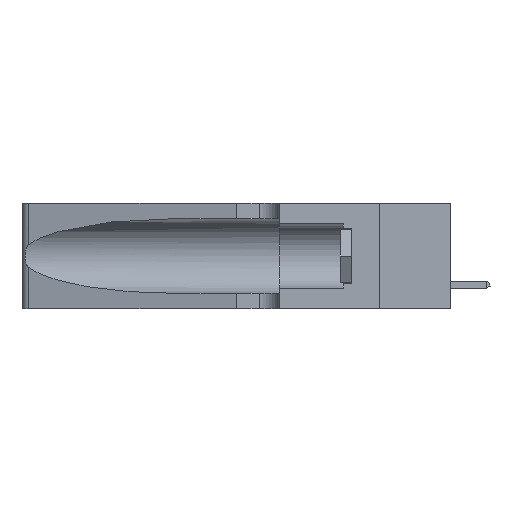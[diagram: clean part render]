
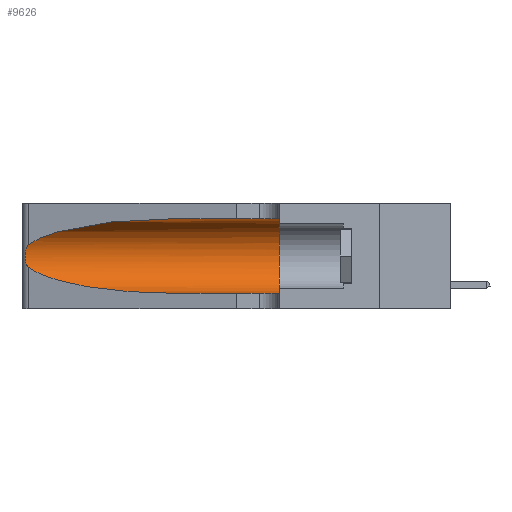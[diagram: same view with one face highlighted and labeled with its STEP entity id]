
A CAD part, left-side view. The second image highlights one B-rep face of the part: STEP entity #9626.
In plain terms, the highlighted cylindrical face has radius 3.308 mm (diameter 6.617 mm), a partial arc.
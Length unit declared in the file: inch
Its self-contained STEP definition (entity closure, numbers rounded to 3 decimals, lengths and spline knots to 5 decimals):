
#8 = CARTESIAN_POINT ( 'NONE',  ( 0.25487, 1.22718, 0.22369 ) ) ;
#477 = LINE ( 'NONE', #21793, #21627 ) ;
#594 = CARTESIAN_POINT ( 'NONE',  ( 0.1305, 0.35, 0.05475 ) ) ;
#735 = CARTESIAN_POINT ( 'NONE',  ( 0.25854, 1.2359, 0.20912 ) ) ;
#753 = AXIS2_PLACEMENT_3D ( 'NONE', #30497, #28184, #23437 ) ;
#2036 = CARTESIAN_POINT ( 'NONE',  ( 0.2373, 1.15595, 0.28018 ) ) ;
#2074 = CARTESIAN_POINT ( 'NONE',  ( 0.1305, 0.72297, 0.05475 ) ) ;
#2372 = VERTEX_POINT ( 'NONE', #2828 ) ;
#2503 = DIRECTION ( 'NONE',  ( 0., 0., -1. ) ) ;
#2828 = CARTESIAN_POINT ( 'NONE',  ( 0.1305, 0.35, 0.31525 ) ) ;
#3634 = DIRECTION ( 'NONE',  ( 0., -1., 0. ) ) ;
#5386 = CARTESIAN_POINT ( 'NONE',  ( 0.25787, 1.23484, 0.2124 ) ) ;
#5711 = ORIENTED_EDGE ( 'NONE', *, *, #30350, .T. ) ;
#5911 = VERTEX_POINT ( 'NONE', #25782 ) ;
#6533 = CARTESIAN_POINT ( 'NONE',  ( 0.25856, 1.23593, 0.16098 ) ) ;
#7203 =( BOUNDED_CURVE ( )  B_SPLINE_CURVE ( 3, ( #22856, #23045, #11545, #2074 ),
 .UNSPECIFIED., .F., .F. ) 
 B_SPLINE_CURVE_WITH_KNOTS ( ( 4, 4 ),
 ( 3.44316, 4.71239 ),
 .UNSPECIFIED. ) 
 CURVE ( )  GEOMETRIC_REPRESENTATION_ITEM ( )  RATIONAL_B_SPLINE_CURVE ( ( 1., 0.87, 0.87, 1. ) ) 
 REPRESENTATION_ITEM ( '' )  );
#8169 = B_SPLINE_CURVE_WITH_KNOTS ( 'NONE', 3,
 ( #8, #28888, #14753, #5386, #735, #22111, #22207, #8690, #23025, #6533, #27344, #12678, #12791, #10548 ),
 .UNSPECIFIED., .F., .F.,
 ( 4, 2, 2, 2, 2, 2, 4 ),
 ( 0., 0.00027, 0.00053, 0.00107, 0.0016, 0.00187, 0.00214 ),
 .UNSPECIFIED. ) ;
#8213 = VERTEX_POINT ( 'NONE', #594 ) ;
#8690 = CARTESIAN_POINT ( 'NONE',  ( 0.26075, 1.23896, 0.178 ) ) ;
#9130 = ORIENTED_EDGE ( 'NONE', *, *, #22666, .F. ) ;
#9626 = ADVANCED_FACE ( 'NONE', ( #21045 ), #21764, .F. ) ;
#10548 = CARTESIAN_POINT ( 'NONE',  ( 0.25487, 1.22718, 0.14631 ) ) ;
#11103 = VERTEX_POINT ( 'NONE', #13266 ) ;
#11281 = CARTESIAN_POINT ( 'NONE',  ( 0.25487, 1.22718, 0.22369 ) ) ;
#11384 = CARTESIAN_POINT ( 'NONE',  ( 0.18966, 0.96281, 0.31525 ) ) ;
#11545 = CARTESIAN_POINT ( 'NONE',  ( 0.18966, 0.96281, 0.05475 ) ) ;
#11783 = DIRECTION ( 'NONE',  ( 0., -1., 0. ) ) ;
#12678 = CARTESIAN_POINT ( 'NONE',  ( 0.25639, 1.23186, 0.15144 ) ) ;
#12791 = CARTESIAN_POINT ( 'NONE',  ( 0.25555, 1.22993, 0.14849 ) ) ;
#12885 = CARTESIAN_POINT ( 'NONE',  ( 0.1305, 1.61858, 0.05475 ) ) ;
#13266 = CARTESIAN_POINT ( 'NONE',  ( 0.1305, 0.72297, 0.31525 ) ) ;
#13765 = ORIENTED_EDGE ( 'NONE', *, *, #17822, .T. ) ;
#14691 = VERTEX_POINT ( 'NONE', #24311 ) ;
#14753 = CARTESIAN_POINT ( 'NONE',  ( 0.25639, 1.23184, 0.21858 ) ) ;
#14960 = VERTEX_POINT ( 'NONE', #24174 ) ;
#16229 = VECTOR ( 'NONE', #26898, 39.37008 ) ;
#16230 = EDGE_CURVE ( 'NONE', #2372, #8213, #23922, .T. ) ;
#17822 = EDGE_CURVE ( 'NONE', #14691, #5911, #7203, .T. ) ;
#18488 = CARTESIAN_POINT ( 'NONE',  ( 0.1305, 0.72297, 0.31525 ) ) ;
#18942 = EDGE_LOOP ( 'NONE', ( #5711, #29470, #13765, #27176, #25598, #9130 ) ) ;
#21045 = FACE_OUTER_BOUND ( 'NONE', #18942, .T. ) ;
#21627 = VECTOR ( 'NONE', #3634, 39.37008 ) ;
#21764 = CYLINDRICAL_SURFACE ( 'NONE', #24021, 0.13025 ) ;
#21793 = CARTESIAN_POINT ( 'NONE',  ( 0.1305, 1.61858, 0.31525 ) ) ;
#22111 = CARTESIAN_POINT ( 'NONE',  ( 0.26018, 1.23835, 0.19895 ) ) ;
#22207 = CARTESIAN_POINT ( 'NONE',  ( 0.26075, 1.23896, 0.19203 ) ) ;
#22666 = EDGE_CURVE ( 'NONE', #11103, #2372, #477, .T. ) ;
#22856 = CARTESIAN_POINT ( 'NONE',  ( 0.25487, 1.22718, 0.14631 ) ) ;
#23025 = CARTESIAN_POINT ( 'NONE',  ( 0.26017, 1.23833, 0.17102 ) ) ;
#23045 = CARTESIAN_POINT ( 'NONE',  ( 0.2373, 1.15595, 0.08982 ) ) ;
#23437 = DIRECTION ( 'NONE',  ( 0., 0., 1. ) ) ;
#23922 = CIRCLE ( 'NONE', #753, 0.13025 ) ;
#24021 = AXIS2_PLACEMENT_3D ( 'NONE', #25804, #11783, #2503 ) ;
#24174 = CARTESIAN_POINT ( 'NONE',  ( 0.25487, 1.22718, 0.22369 ) ) ;
#24311 = CARTESIAN_POINT ( 'NONE',  ( 0.25487, 1.22718, 0.14631 ) ) ;
#24700 =( BOUNDED_CURVE ( )  B_SPLINE_CURVE ( 3, ( #18488, #11384, #2036, #11281 ),
 .UNSPECIFIED., .F., .T. ) 
 B_SPLINE_CURVE_WITH_KNOTS ( ( 4, 4 ),
 ( 1.5708, 2.84003 ),
 .UNSPECIFIED. ) 
 CURVE ( )  GEOMETRIC_REPRESENTATION_ITEM ( )  RATIONAL_B_SPLINE_CURVE ( ( 1., 0.87, 0.87, 1. ) ) 
 REPRESENTATION_ITEM ( '' )  );
#25598 = ORIENTED_EDGE ( 'NONE', *, *, #16230, .F. ) ;
#25778 = LINE ( 'NONE', #12885, #16229 ) ;
#25782 = CARTESIAN_POINT ( 'NONE',  ( 0.1305, 0.72297, 0.05475 ) ) ;
#25804 = CARTESIAN_POINT ( 'NONE',  ( 0.1305, 1.61858, 0.185 ) ) ;
#26898 = DIRECTION ( 'NONE',  ( 0., -1., 0. ) ) ;
#27176 = ORIENTED_EDGE ( 'NONE', *, *, #30224, .T. ) ;
#27344 = CARTESIAN_POINT ( 'NONE',  ( 0.25789, 1.23486, 0.15765 ) ) ;
#28184 = DIRECTION ( 'NONE',  ( 0., 1., 0. ) ) ;
#28594 = EDGE_CURVE ( 'NONE', #14960, #14691, #8169, .T. ) ;
#28888 = CARTESIAN_POINT ( 'NONE',  ( 0.25555, 1.22994, 0.2215 ) ) ;
#29470 = ORIENTED_EDGE ( 'NONE', *, *, #28594, .T. ) ;
#30224 = EDGE_CURVE ( 'NONE', #5911, #8213, #25778, .T. ) ;
#30350 = EDGE_CURVE ( 'NONE', #11103, #14960, #24700, .T. ) ;
#30497 = CARTESIAN_POINT ( 'NONE',  ( 0.1305, 0.35, 0.185 ) ) ;
